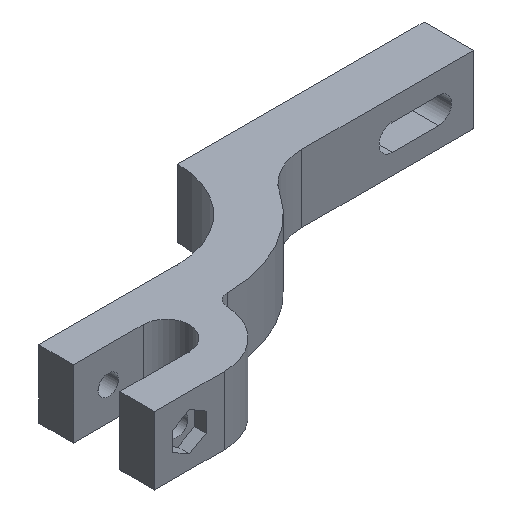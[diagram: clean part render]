
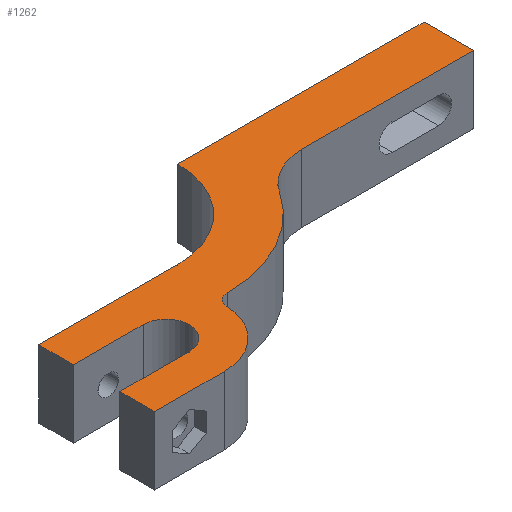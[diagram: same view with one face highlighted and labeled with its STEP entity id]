
A CAD part, isometric view. The second image highlights one B-rep face of the part: STEP entity #1262.
In plain terms, the highlighted planar face has unit normal (0, 0, 1).
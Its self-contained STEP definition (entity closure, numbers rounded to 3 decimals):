
#21 = DIRECTION ( 'NONE',  ( 0., 0., 1. ) ) ;
#24 = DIRECTION ( 'NONE',  ( -1., 0., 0. ) ) ;
#36 = DIRECTION ( 'NONE',  ( 1., 0., 0. ) ) ;
#43 = DIRECTION ( 'NONE',  ( 0., 1., 0. ) ) ;
#57 = DIRECTION ( 'NONE',  ( 1., 0., 0. ) ) ;
#104 = CIRCLE ( 'NONE', #1460, 4. ) ;
#133 = EDGE_CURVE ( 'NONE', #523, #884, #606, .T. ) ;
#146 = CARTESIAN_POINT ( 'NONE',  ( 69.5, 25., 12. ) ) ;
#155 = CARTESIAN_POINT ( 'NONE',  ( 27., 25., 12. ) ) ;
#160 = CARTESIAN_POINT ( 'NONE',  ( 0., -4., 12. ) ) ;
#163 = ORIENTED_EDGE ( 'NONE', *, *, #1353, .T. ) ;
#167 = ORIENTED_EDGE ( 'NONE', *, *, #265, .T. ) ;
#169 = DIRECTION ( 'NONE',  ( 0., 0., -1. ) ) ;
#203 = CARTESIAN_POINT ( 'NONE',  ( 69.5, 25., 12. ) ) ;
#217 = AXIS2_PLACEMENT_3D ( 'NONE', #1378, #712, #24 ) ;
#218 = VERTEX_POINT ( 'NONE', #1031 ) ;
#221 = AXIS2_PLACEMENT_3D ( 'NONE', #710, #21, #822 ) ;
#222 = VECTOR ( 'NONE', #1075, 1000. ) ;
#240 = VERTEX_POINT ( 'NONE', #308 ) ;
#248 = LINE ( 'NONE', #160, #870 ) ;
#265 = EDGE_CURVE ( 'NONE', #1415, #523, #729, .T. ) ;
#282 = CARTESIAN_POINT ( 'NONE',  ( 12., 10., 12. ) ) ;
#294 = LINE ( 'NONE', #842, #222 ) ;
#308 = CARTESIAN_POINT ( 'NONE',  ( 0., -10., 12. ) ) ;
#348 = ORIENTED_EDGE ( 'NONE', *, *, #1026, .T. ) ;
#353 = ORIENTED_EDGE ( 'NONE', *, *, #877, .T. ) ;
#361 = CARTESIAN_POINT ( 'NONE',  ( 0., 0., 12. ) ) ;
#362 = CIRCLE ( 'NONE', #217, 10. ) ;
#375 = CARTESIAN_POINT ( 'NONE',  ( 69.5, 25., 12. ) ) ;
#383 = DIRECTION ( 'NONE',  ( 0., 0., -1. ) ) ;
#384 = CARTESIAN_POINT ( 'NONE',  ( -12., 4., 12. ) ) ;
#396 = CARTESIAN_POINT ( 'NONE',  ( 0., -4., 12. ) ) ;
#427 = VECTOR ( 'NONE', #682, 1000. ) ;
#429 = EDGE_LOOP ( 'NONE', ( #167, #1172, #1468, #348, #925, #353, #163, #1127, #450, #466, #897, #855, #911, #1314, #1231 ) ) ;
#443 = LINE ( 'NONE', #813, #1045 ) ;
#450 = ORIENTED_EDGE ( 'NONE', *, *, #564, .T. ) ;
#466 = ORIENTED_EDGE ( 'NONE', *, *, #699, .T. ) ;
#481 = CARTESIAN_POINT ( 'NONE',  ( -12., -4., 12. ) ) ;
#483 = DIRECTION ( 'NONE',  ( -1., 0., 0. ) ) ;
#506 = DIRECTION ( 'NONE',  ( -1., 0., 0. ) ) ;
#523 = VERTEX_POINT ( 'NONE', #384 ) ;
#537 = CIRCLE ( 'NONE', #987, 2.011 ) ;
#546 = VERTEX_POINT ( 'NONE', #740 ) ;
#548 = DIRECTION ( 'NONE',  ( 1., 0., 0. ) ) ;
#554 = PLANE ( 'NONE',  #1304 ) ;
#561 = VERTEX_POINT ( 'NONE', #481 ) ;
#564 = EDGE_CURVE ( 'NONE', #992, #546, #871, .T. ) ;
#590 = VERTEX_POINT ( 'NONE', #146 ) ;
#591 = DIRECTION ( 'NONE',  ( -1., 0., 0. ) ) ;
#604 = CIRCLE ( 'NONE', #904, 15. ) ;
#606 = LINE ( 'NONE', #1119, #1237 ) ;
#624 = CARTESIAN_POINT ( 'NONE',  ( 0., 4., 12. ) ) ;
#647 = DIRECTION ( 'NONE',  ( 0., 0., -1. ) ) ;
#652 = VERTEX_POINT ( 'NONE', #396 ) ;
#657 = CARTESIAN_POINT ( 'NONE',  ( -12., -10., 12. ) ) ;
#670 = DIRECTION ( 'NONE',  ( 0., 0., 1. ) ) ;
#682 = DIRECTION ( 'NONE',  ( 0., -1., 0. ) ) ;
#690 = CIRCLE ( 'NONE', #997, 10. ) ;
#699 = EDGE_CURVE ( 'NONE', #546, #923, #690, .T. ) ;
#710 = CARTESIAN_POINT ( 'NONE',  ( 12., 25., 12. ) ) ;
#712 = DIRECTION ( 'NONE',  ( 0., 0., 1. ) ) ;
#729 = LINE ( 'NONE', #791, #427 ) ;
#740 = CARTESIAN_POINT ( 'NONE',  ( 31.592, 12.022, 12. ) ) ;
#768 = VECTOR ( 'NONE', #57, 1000. ) ;
#772 = VERTEX_POINT ( 'NONE', #657 ) ;
#791 = CARTESIAN_POINT ( 'NONE',  ( -12., 4., 12. ) ) ;
#813 = CARTESIAN_POINT ( 'NONE',  ( -12., 10., 12. ) ) ;
#822 = DIRECTION ( 'NONE',  ( -1., 0., 0. ) ) ;
#826 = VECTOR ( 'NONE', #43, 1000. ) ;
#842 = CARTESIAN_POINT ( 'NONE',  ( -12., -10., 12. ) ) ;
#848 = CARTESIAN_POINT ( 'NONE',  ( 12., -0.511, 12. ) ) ;
#855 = ORIENTED_EDGE ( 'NONE', *, *, #1012, .T. ) ;
#870 = VECTOR ( 'NONE', #506, 1000. ) ;
#871 = CIRCLE ( 'NONE', #221, 23.5 ) ;
#877 = EDGE_CURVE ( 'NONE', #772, #240, #1363, .T. ) ;
#884 = VERTEX_POINT ( 'NONE', #624 ) ;
#897 = ORIENTED_EDGE ( 'NONE', *, *, #1053, .T. ) ;
#904 = AXIS2_PLACEMENT_3D ( 'NONE', #1080, #383, #1185 ) ;
#911 = ORIENTED_EDGE ( 'NONE', *, *, #1204, .T. ) ;
#923 = VERTEX_POINT ( 'NONE', #970 ) ;
#925 = ORIENTED_EDGE ( 'NONE', *, *, #1024, .T. ) ;
#926 = VERTEX_POINT ( 'NONE', #1299 ) ;
#951 = CARTESIAN_POINT ( 'NONE',  ( 12., 1.5, 12. ) ) ;
#954 = CARTESIAN_POINT ( 'NONE',  ( 0., -10., 12. ) ) ;
#966 = DIRECTION ( 'NONE',  ( 1., 0., 0. ) ) ;
#970 = CARTESIAN_POINT ( 'NONE',  ( 39.928, 16.5, 12. ) ) ;
#987 = AXIS2_PLACEMENT_3D ( 'NONE', #848, #169, #966 ) ;
#992 = VERTEX_POINT ( 'NONE', #951 ) ;
#997 = AXIS2_PLACEMENT_3D ( 'NONE', #1313, #647, #1425 ) ;
#1012 = EDGE_CURVE ( 'NONE', #926, #590, #1138, .T. ) ;
#1024 = EDGE_CURVE ( 'NONE', #561, #772, #294, .T. ) ;
#1026 = EDGE_CURVE ( 'NONE', #652, #561, #248, .T. ) ;
#1031 = CARTESIAN_POINT ( 'NONE',  ( 9.991, -0.425, 12. ) ) ;
#1045 = VECTOR ( 'NONE', #591, 1000. ) ;
#1053 = EDGE_CURVE ( 'NONE', #923, #926, #1065, .T. ) ;
#1059 = VERTEX_POINT ( 'NONE', #282 ) ;
#1065 = LINE ( 'NONE', #1190, #768 ) ;
#1075 = DIRECTION ( 'NONE',  ( 0., -1., 0. ) ) ;
#1080 = CARTESIAN_POINT ( 'NONE',  ( 12., 25., 12. ) ) ;
#1092 = FACE_OUTER_BOUND ( 'NONE', #429, .T. ) ;
#1112 = DIRECTION ( 'NONE',  ( -1., 0., 0. ) ) ;
#1119 = CARTESIAN_POINT ( 'NONE',  ( -12., 4., 12. ) ) ;
#1123 = VECTOR ( 'NONE', #1112, 1000. ) ;
#1127 = ORIENTED_EDGE ( 'NONE', *, *, #1458, .T. ) ;
#1138 = LINE ( 'NONE', #375, #826 ) ;
#1163 = DIRECTION ( 'NONE',  ( 0., 0., -1. ) ) ;
#1172 = ORIENTED_EDGE ( 'NONE', *, *, #133, .T. ) ;
#1182 = CARTESIAN_POINT ( 'NONE',  ( -12., 10., 12. ) ) ;
#1185 = DIRECTION ( 'NONE',  ( 1., 0., 0. ) ) ;
#1190 = CARTESIAN_POINT ( 'NONE',  ( 53.5, 16.5, 12. ) ) ;
#1204 = EDGE_CURVE ( 'NONE', #590, #1451, #1411, .T. ) ;
#1231 = ORIENTED_EDGE ( 'NONE', *, *, #1302, .T. ) ;
#1237 = VECTOR ( 'NONE', #548, 1000. ) ;
#1262 = ADVANCED_FACE ( 'NONE', ( #1092 ), #554, .T. ) ;
#1299 = CARTESIAN_POINT ( 'NONE',  ( 69.5, 16.5, 12. ) ) ;
#1302 = EDGE_CURVE ( 'NONE', #1059, #1415, #443, .T. ) ;
#1304 = AXIS2_PLACEMENT_3D ( 'NONE', #1333, #670, #1453 ) ;
#1313 = CARTESIAN_POINT ( 'NONE',  ( 39.928, 6.5, 12. ) ) ;
#1314 = ORIENTED_EDGE ( 'NONE', *, *, #1441, .T. ) ;
#1333 = CARTESIAN_POINT ( 'NONE',  ( 12., 25., 12. ) ) ;
#1339 = VECTOR ( 'NONE', #36, 1000. ) ;
#1347 = EDGE_CURVE ( 'NONE', #884, #652, #104, .T. ) ;
#1353 = EDGE_CURVE ( 'NONE', #240, #218, #362, .T. ) ;
#1363 = LINE ( 'NONE', #954, #1339 ) ;
#1378 = CARTESIAN_POINT ( 'NONE',  ( 0., 0., 12. ) ) ;
#1411 = LINE ( 'NONE', #203, #1123 ) ;
#1415 = VERTEX_POINT ( 'NONE', #1182 ) ;
#1425 = DIRECTION ( 'NONE',  ( 1., 0., 0. ) ) ;
#1441 = EDGE_CURVE ( 'NONE', #1451, #1059, #604, .T. ) ;
#1451 = VERTEX_POINT ( 'NONE', #155 ) ;
#1453 = DIRECTION ( 'NONE',  ( 1., 0., 0. ) ) ;
#1458 = EDGE_CURVE ( 'NONE', #218, #992, #537, .T. ) ;
#1460 = AXIS2_PLACEMENT_3D ( 'NONE', #361, #1163, #483 ) ;
#1468 = ORIENTED_EDGE ( 'NONE', *, *, #1347, .T. ) ;
